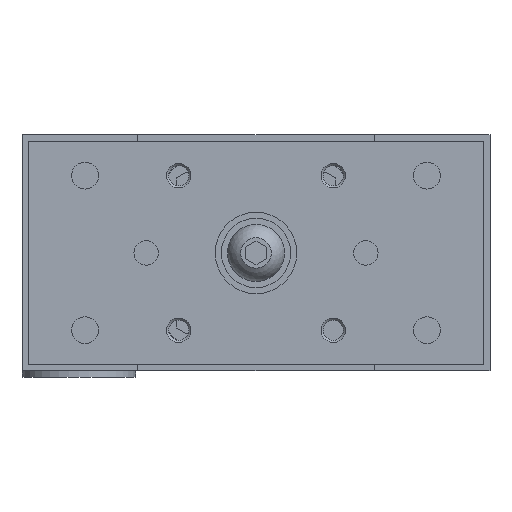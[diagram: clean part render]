
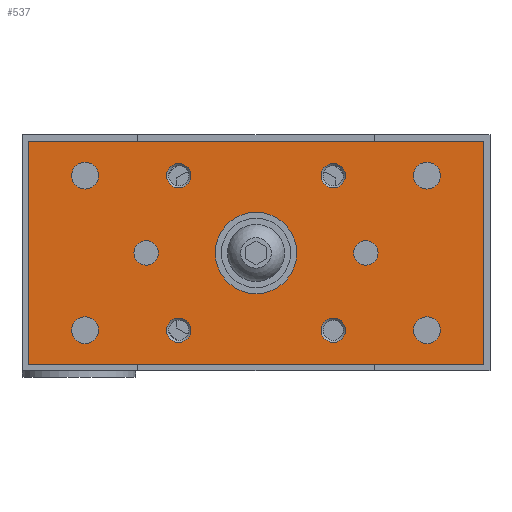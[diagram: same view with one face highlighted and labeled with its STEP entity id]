
A CAD part, left-side view. The second image highlights one B-rep face of the part: STEP entity #537.
In plain terms, the highlighted planar face has unit normal (-1, 0, 0).
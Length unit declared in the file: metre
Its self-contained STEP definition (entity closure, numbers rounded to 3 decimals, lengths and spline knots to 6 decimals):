
#537 = ADVANCED_FACE( '', ( #1398, #1399, #1400, #1401, #1402, #1403, #1404, #1405, #1406, #1407, #1408, #1409 ), #1410, .F. );
#1398 = FACE_BOUND( '', #2786, .T. );
#1399 = FACE_BOUND( '', #2787, .T. );
#1400 = FACE_BOUND( '', #2788, .T. );
#1401 = FACE_BOUND( '', #2789, .T. );
#1402 = FACE_BOUND( '', #2790, .T. );
#1403 = FACE_BOUND( '', #2791, .T. );
#1404 = FACE_BOUND( '', #2792, .T. );
#1405 = FACE_BOUND( '', #2793, .T. );
#1406 = FACE_BOUND( '', #2794, .T. );
#1407 = FACE_BOUND( '', #2795, .T. );
#1408 = FACE_BOUND( '', #2796, .T. );
#1409 = FACE_OUTER_BOUND( '', #2797, .T. );
#1410 = PLANE( '', #2798 );
#2786 = EDGE_LOOP( '', ( #4415 ) );
#2787 = EDGE_LOOP( '', ( #4416 ) );
#2788 = EDGE_LOOP( '', ( #4417 ) );
#2789 = EDGE_LOOP( '', ( #4418 ) );
#2790 = EDGE_LOOP( '', ( #4419 ) );
#2791 = EDGE_LOOP( '', ( #4420 ) );
#2792 = EDGE_LOOP( '', ( #4421 ) );
#2793 = EDGE_LOOP( '', ( #4422 ) );
#2794 = EDGE_LOOP( '', ( #4423 ) );
#2795 = EDGE_LOOP( '', ( #4424 ) );
#2796 = EDGE_LOOP( '', ( #4425 ) );
#2797 = EDGE_LOOP( '', ( #4426, #4427, #4428, #4429 ) );
#2798 = AXIS2_PLACEMENT_3D( '', #4430, #4431, #4432 );
#4415 = ORIENTED_EDGE( '', *, *, #6834, .T. );
#4416 = ORIENTED_EDGE( '', *, *, #6835, .T. );
#4417 = ORIENTED_EDGE( '', *, *, #6836, .F. );
#4418 = ORIENTED_EDGE( '', *, *, #6837, .F. );
#4419 = ORIENTED_EDGE( '', *, *, #6838, .T. );
#4420 = ORIENTED_EDGE( '', *, *, #6839, .F. );
#4421 = ORIENTED_EDGE( '', *, *, #6840, .T. );
#4422 = ORIENTED_EDGE( '', *, *, #6841, .T. );
#4423 = ORIENTED_EDGE( '', *, *, #6842, .F. );
#4424 = ORIENTED_EDGE( '', *, *, #6843, .F. );
#4425 = ORIENTED_EDGE( '', *, *, #6591, .T. );
#4426 = ORIENTED_EDGE( '', *, *, #6844, .T. );
#4427 = ORIENTED_EDGE( '', *, *, #6845, .T. );
#4428 = ORIENTED_EDGE( '', *, *, #6846, .T. );
#4429 = ORIENTED_EDGE( '', *, *, #6847, .T. );
#4430 = CARTESIAN_POINT( '', ( -0.022, -0.056, -0.0565 ) );
#4431 = DIRECTION( '', ( 1., 0., 0. ) );
#4432 = DIRECTION( '', ( 0., 1., 0. ) );
#6591 = EDGE_CURVE( '', #7589, #7589, #7590, .T. );
#6834 = EDGE_CURVE( '', #7992, #7992, #7993, .T. );
#6835 = EDGE_CURVE( '', #7994, #7994, #7995, .T. );
#6836 = EDGE_CURVE( '', #7996, #7996, #7997, .T. );
#6837 = EDGE_CURVE( '', #7998, #7998, #7999, .T. );
#6838 = EDGE_CURVE( '', #8000, #8000, #8001, .T. );
#6839 = EDGE_CURVE( '', #8002, #8002, #8003, .T. );
#6840 = EDGE_CURVE( '', #8004, #8004, #8005, .T. );
#6841 = EDGE_CURVE( '', #8006, #8006, #8007, .T. );
#6842 = EDGE_CURVE( '', #8008, #8008, #8009, .T. );
#6843 = EDGE_CURVE( '', #8010, #8010, #8011, .T. );
#6844 = EDGE_CURVE( '', #8012, #8013, #8014, .T. );
#6845 = EDGE_CURVE( '', #8013, #8015, #8016, .T. );
#6846 = EDGE_CURVE( '', #8015, #8017, #8018, .T. );
#6847 = EDGE_CURVE( '', #8017, #8012, #8019, .T. );
#7589 = VERTEX_POINT( '', #9059 );
#7590 = CIRCLE( '', #9060, 0.0033 );
#7992 = VERTEX_POINT( '', #9811 );
#7993 = CIRCLE( '', #9812, 0.01 );
#7994 = VERTEX_POINT( '', #9813 );
#7995 = CIRCLE( '', #9814, 0.003 );
#7996 = VERTEX_POINT( '', #9815 );
#7997 = CIRCLE( '', #9816, 0.003 );
#7998 = VERTEX_POINT( '', #9817 );
#7999 = CIRCLE( '', #9818, 0.003 );
#8000 = VERTEX_POINT( '', #9819 );
#8001 = CIRCLE( '', #9820, 0.003 );
#8002 = VERTEX_POINT( '', #9821 );
#8003 = CIRCLE( '', #9822, 0.003 );
#8004 = VERTEX_POINT( '', #9823 );
#8005 = CIRCLE( '', #9824, 0.003 );
#8006 = VERTEX_POINT( '', #9825 );
#8007 = CIRCLE( '', #9826, 0.0033 );
#8008 = VERTEX_POINT( '', #9827 );
#8009 = CIRCLE( '', #9828, 0.0033 );
#8010 = VERTEX_POINT( '', #9829 );
#8011 = CIRCLE( '', #9830, 0.0033 );
#8012 = VERTEX_POINT( '', #9831 );
#8013 = VERTEX_POINT( '', #9832 );
#8014 = LINE( '', #9833, #9834 );
#8015 = VERTEX_POINT( '', #9835 );
#8016 = LINE( '', #9836, #9837 );
#8017 = VERTEX_POINT( '', #9838 );
#8018 = LINE( '', #9839, #9840 );
#8019 = LINE( '', #9841, #9842 );
#9059 = CARTESIAN_POINT( '', ( -0.022, 0.042, -0.0067 ) );
#9060 = AXIS2_PLACEMENT_3D( '', #11281, #11282, #11283 );
#9811 = CARTESIAN_POINT( '', ( -0.022, 0., -0.039 ) );
#9812 = AXIS2_PLACEMENT_3D( '', #11599, #11600, #11601 );
#9813 = CARTESIAN_POINT( '', ( -0.022, -0.019, -0.045 ) );
#9814 = AXIS2_PLACEMENT_3D( '', #11602, #11603, #11604 );
#9815 = CARTESIAN_POINT( '', ( -0.022, 0.019, -0.045 ) );
#9816 = AXIS2_PLACEMENT_3D( '', #11605, #11606, #11607 );
#9817 = CARTESIAN_POINT( '', ( -0.022, -0.019, -0.013 ) );
#9818 = AXIS2_PLACEMENT_3D( '', #11608, #11609, #11610 );
#9819 = CARTESIAN_POINT( '', ( -0.022, 0.019, -0.013 ) );
#9820 = AXIS2_PLACEMENT_3D( '', #11611, #11612, #11613 );
#9821 = CARTESIAN_POINT( '', ( -0.022, -0.027, -0.032 ) );
#9822 = AXIS2_PLACEMENT_3D( '', #11614, #11615, #11616 );
#9823 = CARTESIAN_POINT( '', ( -0.022, 0.027, -0.032 ) );
#9824 = AXIS2_PLACEMENT_3D( '', #11617, #11618, #11619 );
#9825 = CARTESIAN_POINT( '', ( -0.022, -0.042, -0.0513 ) );
#9826 = AXIS2_PLACEMENT_3D( '', #11620, #11621, #11622 );
#9827 = CARTESIAN_POINT( '', ( -0.022, 0.042, -0.0513 ) );
#9828 = AXIS2_PLACEMENT_3D( '', #11623, #11624, #11625 );
#9829 = CARTESIAN_POINT( '', ( -0.022, -0.042, -0.0067 ) );
#9830 = AXIS2_PLACEMENT_3D( '', #11626, #11627, #11628 );
#9831 = CARTESIAN_POINT( '', ( -0.022, -0.056, -0.0565 ) );
#9832 = CARTESIAN_POINT( '', ( -0.022, -0.056, -0.0015 ) );
#9833 = CARTESIAN_POINT( '', ( -0.022, -0.056, -0.0565 ) );
#9834 = VECTOR( '', #11629, 1. );
#9835 = CARTESIAN_POINT( '', ( -0.022, 0.056, -0.0015 ) );
#9836 = CARTESIAN_POINT( '', ( -0.022, -0.056, -0.0015 ) );
#9837 = VECTOR( '', #11630, 1. );
#9838 = CARTESIAN_POINT( '', ( -0.022, 0.056, -0.0565 ) );
#9839 = CARTESIAN_POINT( '', ( -0.022, 0.056, -0.0015 ) );
#9840 = VECTOR( '', #11631, 1. );
#9841 = CARTESIAN_POINT( '', ( -0.022, 0.056, -0.0565 ) );
#9842 = VECTOR( '', #11632, 1. );
#11281 = CARTESIAN_POINT( '', ( -0.022, 0.042, -0.01 ) );
#11282 = DIRECTION( '', ( 1., 0., 0. ) );
#11283 = DIRECTION( '', ( 0., 0., 1. ) );
#11599 = CARTESIAN_POINT( '', ( -0.022, 0., -0.029 ) );
#11600 = DIRECTION( '', ( 1., 0., 0. ) );
#11601 = DIRECTION( '', ( 0., 0., -1. ) );
#11602 = CARTESIAN_POINT( '', ( -0.022, -0.019, -0.048 ) );
#11603 = DIRECTION( '', ( 1., 0., 0. ) );
#11604 = DIRECTION( '', ( 0., 0., 1. ) );
#11605 = CARTESIAN_POINT( '', ( -0.022, 0.019, -0.048 ) );
#11606 = DIRECTION( '', ( -1., 0., 0. ) );
#11607 = DIRECTION( '', ( 0., 0., 1. ) );
#11608 = CARTESIAN_POINT( '', ( -0.022, -0.019, -0.01 ) );
#11609 = DIRECTION( '', ( -1., 0., 0. ) );
#11610 = DIRECTION( '', ( 0., 0., -1. ) );
#11611 = CARTESIAN_POINT( '', ( -0.022, 0.019, -0.01 ) );
#11612 = DIRECTION( '', ( 1., 0., 0. ) );
#11613 = DIRECTION( '', ( 0., 0., -1. ) );
#11614 = CARTESIAN_POINT( '', ( -0.022, -0.027, -0.029 ) );
#11615 = DIRECTION( '', ( -1., 0., 0. ) );
#11616 = DIRECTION( '', ( 0., 0., -1. ) );
#11617 = CARTESIAN_POINT( '', ( -0.022, 0.027, -0.029 ) );
#11618 = DIRECTION( '', ( 1., 0., 0. ) );
#11619 = DIRECTION( '', ( 0., 0., -1. ) );
#11620 = CARTESIAN_POINT( '', ( -0.022, -0.042, -0.048 ) );
#11621 = DIRECTION( '', ( 1., 0., 0. ) );
#11622 = DIRECTION( '', ( 0., 0., -1. ) );
#11623 = CARTESIAN_POINT( '', ( -0.022, 0.042, -0.048 ) );
#11624 = DIRECTION( '', ( -1., 0., 0. ) );
#11625 = DIRECTION( '', ( 0., 0., -1. ) );
#11626 = CARTESIAN_POINT( '', ( -0.022, -0.042, -0.01 ) );
#11627 = DIRECTION( '', ( -1., 0., 0. ) );
#11628 = DIRECTION( '', ( 0., 0., 1. ) );
#11629 = DIRECTION( '', ( 0., 0., 1. ) );
#11630 = DIRECTION( '', ( 0., 1., 0. ) );
#11631 = DIRECTION( '', ( 0., 0., -1. ) );
#11632 = DIRECTION( '', ( 0., -1., 0. ) );
